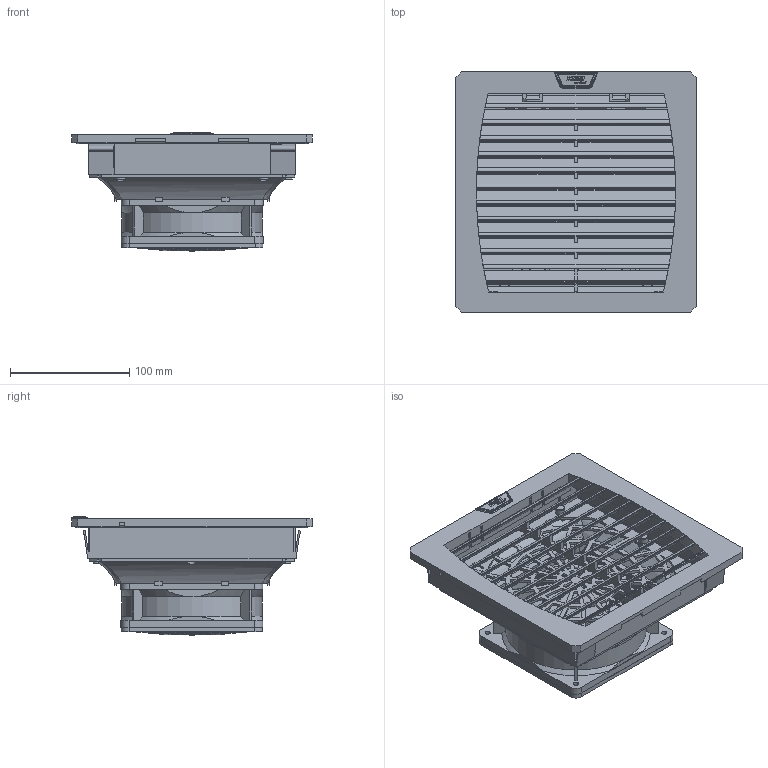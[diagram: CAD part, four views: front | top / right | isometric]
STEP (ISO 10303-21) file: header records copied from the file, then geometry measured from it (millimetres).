
FILE_DESCRIPTION(/* description */ (''),/* implementation_level */ '2;1');
FILE_NAME(/* name */ 'MF-177.stp',/* time_stamp */ '2023-12-22T17:35:37+03:00',/* author */ ('Василий'),/* organization */ (''),/* preprocessor_version */ 'ST-DEVELOPER v18.1',/* originating_system */ 'Autodesk Inventor 2022',/* authorisation */ '');
FILE_SCHEMA (('AUTOMOTIVE_DESIGN { 1 0 10303 214 3 1 1 }'));
Products named in the file (1): MF-177.Пр
Bounding box: 202 x 202 x 99.32 mm (x, y, z)
Volume: 353904 mm3; surface area: 388972.5 mm2
Topology: 2 solids, 2 shells, 3239 faces, 9204 edges, 5987 vertices
Faces by surface type: plane 1962, cylinder 656, bspline 309, torus 251, cone 45, sphere 16
Full cylindrical faces by diameter (mm): 1.75 x24, 2.4 x4, 2.5 x6, 3 x15, 3.3 x6, 3.4 x2, 3.854 x1, 4.3 x8, 4.5 x4, 6 x3, 8 x14, 11 x1, 14 x1, 19 x1, 54 x1, 56.5 x1, 114.889 x1
Entity records: 127657 total; most frequent: CARTESIAN_POINT 41197, ORIENTED_EDGE 18410, DIRECTION 15751, EDGE_CURVE 9205, LINE 6101, VECTOR 6101, VERTEX_POINT 5987, AXIS2_PLACEMENT_3D 4825
